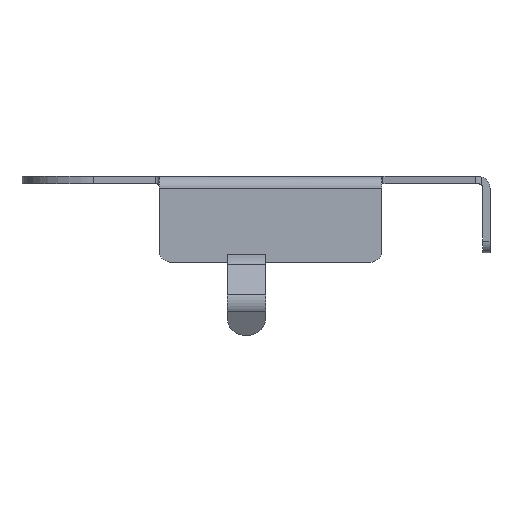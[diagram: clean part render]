
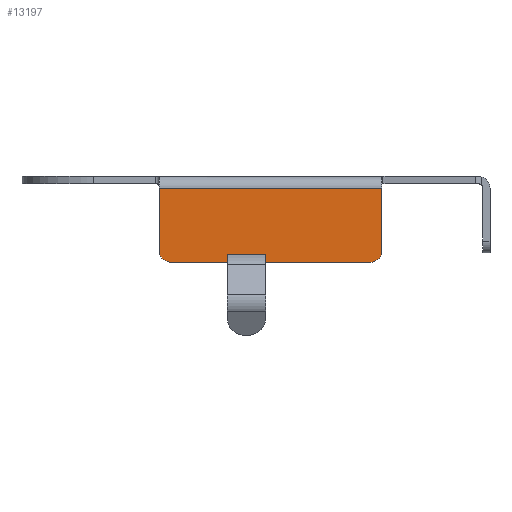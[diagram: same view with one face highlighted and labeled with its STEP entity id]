
A CAD part, left-side view. The second image highlights one B-rep face of the part: STEP entity #13197.
In plain terms, the highlighted planar face has unit normal (-1, 0, 0).
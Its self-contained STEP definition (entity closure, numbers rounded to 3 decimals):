
#587 = ORIENTED_EDGE ( 'NONE', *, *, #15126, .F. ) ;
#659 = ORIENTED_EDGE ( 'NONE', *, *, #5128, .F. ) ;
#860 = CARTESIAN_POINT ( 'NONE',  ( -10.55, 1.2, 0.35 ) ) ;
#1703 = VERTEX_POINT ( 'NONE', #11649 ) ;
#1815 = EDGE_CURVE ( 'NONE', #4051, #10221, #9659, .T. ) ;
#1876 = ORIENTED_EDGE ( 'NONE', *, *, #1815, .T. ) ;
#1987 = VECTOR ( 'NONE', #6001, 1000. ) ;
#2245 = ORIENTED_EDGE ( 'NONE', *, *, #12623, .F. ) ;
#2297 = EDGE_LOOP ( 'NONE', ( #2245, #8973, #587, #659, #15547, #1876, #7806, #6212, #3295, #5843 ) ) ;
#2331 = LINE ( 'NONE', #9963, #13052 ) ;
#2484 = CARTESIAN_POINT ( 'NONE',  ( -10.55, 4.052, 3.3 ) ) ;
#2485 = CARTESIAN_POINT ( 'NONE',  ( -10.55, 4.052, 0. ) ) ;
#2667 = DIRECTION ( 'NONE',  ( 0., 0., 1. ) ) ;
#3295 = ORIENTED_EDGE ( 'NONE', *, *, #14164, .T. ) ;
#3467 = VECTOR ( 'NONE', #2667, 1000. ) ;
#3629 = VERTEX_POINT ( 'NONE', #12753 ) ;
#3701 = CARTESIAN_POINT ( 'NONE',  ( -10.55, -5.273, 0.5 ) ) ;
#3857 = VECTOR ( 'NONE', #10921, 1000. ) ;
#4051 = VERTEX_POINT ( 'NONE', #10948 ) ;
#4172 = DIRECTION ( 'NONE',  ( 0., 0., 1. ) ) ;
#4895 = DIRECTION ( 'NONE',  ( 0., 0., -1. ) ) ;
#4908 = AXIS2_PLACEMENT_3D ( 'NONE', #11478, #13764, #8837 ) ;
#5128 = EDGE_CURVE ( 'NONE', #12210, #13716, #6134, .T. ) ;
#5657 = LINE ( 'NONE', #860, #3857 ) ;
#5843 = ORIENTED_EDGE ( 'NONE', *, *, #13813, .T. ) ;
#5854 = CARTESIAN_POINT ( 'NONE',  ( -10.55, 4.052, 3.1 ) ) ;
#6001 = DIRECTION ( 'NONE',  ( 0., 1., 0. ) ) ;
#6134 = LINE ( 'NONE', #9695, #6530 ) ;
#6212 = ORIENTED_EDGE ( 'NONE', *, *, #15141, .T. ) ;
#6215 = LINE ( 'NONE', #2485, #7204 ) ;
#6254 = PLANE ( 'NONE',  #12503 ) ;
#6530 = VECTOR ( 'NONE', #4895, 1000. ) ;
#6754 = DIRECTION ( 'NONE',  ( -1., 0., 0. ) ) ;
#6779 = VERTEX_POINT ( 'NONE', #3701 ) ;
#6947 = CARTESIAN_POINT ( 'NONE',  ( -10.55, -0.4, 0. ) ) ;
#7013 = LINE ( 'NONE', #5854, #13819 ) ;
#7204 = VECTOR ( 'NONE', #12571, 1000. ) ;
#7436 = CARTESIAN_POINT ( 'NONE',  ( -10.55, -4.773, 0.5 ) ) ;
#7804 = LINE ( 'NONE', #2484, #3467 ) ;
#7806 = ORIENTED_EDGE ( 'NONE', *, *, #10748, .F. ) ;
#8542 = DIRECTION ( 'NONE',  ( 0., 0., 1. ) ) ;
#8636 = DIRECTION ( 'NONE',  ( -1., 0., 0. ) ) ;
#8837 = DIRECTION ( 'NONE',  ( 0., 0., 1. ) ) ;
#8973 = ORIENTED_EDGE ( 'NONE', *, *, #15694, .T. ) ;
#9179 = CARTESIAN_POINT ( 'NONE',  ( -10.55, 1.2, 0. ) ) ;
#9639 = AXIS2_PLACEMENT_3D ( 'NONE', #7436, #8636, #8542 ) ;
#9659 = LINE ( 'NONE', #6947, #16096 ) ;
#9695 = CARTESIAN_POINT ( 'NONE',  ( -10.55, 1.2, 0. ) ) ;
#9901 = LINE ( 'NONE', #10959, #1987 ) ;
#9963 = CARTESIAN_POINT ( 'NONE',  ( -10.55, -5.273, 3.3 ) ) ;
#10221 = VERTEX_POINT ( 'NONE', #11916 ) ;
#10748 = EDGE_CURVE ( 'NONE', #3629, #10221, #6215, .T. ) ;
#10814 = CARTESIAN_POINT ( 'NONE',  ( -10.55, -5.273, 3.1 ) ) ;
#10885 = CARTESIAN_POINT ( 'NONE',  ( -10.55, 4.052, 0.5 ) ) ;
#10921 = DIRECTION ( 'NONE',  ( 0., -1., 0. ) ) ;
#10948 = CARTESIAN_POINT ( 'NONE',  ( -10.55, -0.4, 0.35 ) ) ;
#10951 = VERTEX_POINT ( 'NONE', #10814 ) ;
#10959 = CARTESIAN_POINT ( 'NONE',  ( -10.55, 4.052, 0. ) ) ;
#11118 = VERTEX_POINT ( 'NONE', #15257 ) ;
#11478 = CARTESIAN_POINT ( 'NONE',  ( -10.55, 3.552, 0.5 ) ) ;
#11649 = CARTESIAN_POINT ( 'NONE',  ( -10.55, 4.052, 3.1 ) ) ;
#11916 = CARTESIAN_POINT ( 'NONE',  ( -10.55, -0.4, 0. ) ) ;
#11993 = CARTESIAN_POINT ( 'NONE',  ( -10.55, -5.273, 3.3 ) ) ;
#12210 = VERTEX_POINT ( 'NONE', #12415 ) ;
#12284 = CIRCLE ( 'NONE', #4908, 0.5 ) ;
#12415 = CARTESIAN_POINT ( 'NONE',  ( -10.55, 1.2, 0.35 ) ) ;
#12503 = AXIS2_PLACEMENT_3D ( 'NONE', #11993, #6754, #4172 ) ;
#12571 = DIRECTION ( 'NONE',  ( 0., 1., 0. ) ) ;
#12623 = EDGE_CURVE ( 'NONE', #14519, #1703, #7804, .T. ) ;
#12753 = CARTESIAN_POINT ( 'NONE',  ( -10.55, -4.773, 0. ) ) ;
#12776 = FACE_OUTER_BOUND ( 'NONE', #2297, .T. ) ;
#13052 = VECTOR ( 'NONE', #13643, 1000. ) ;
#13062 = CIRCLE ( 'NONE', #9639, 0.5 ) ;
#13197 = ADVANCED_FACE ( 'NONE', ( #12776 ), #6254, .T. ) ;
#13643 = DIRECTION ( 'NONE',  ( 0., 0., 1. ) ) ;
#13716 = VERTEX_POINT ( 'NONE', #9179 ) ;
#13764 = DIRECTION ( 'NONE',  ( -1., 0., 0. ) ) ;
#13813 = EDGE_CURVE ( 'NONE', #10951, #1703, #7013, .T. ) ;
#13819 = VECTOR ( 'NONE', #14577, 1000. ) ;
#14164 = EDGE_CURVE ( 'NONE', #6779, #10951, #2331, .T. ) ;
#14519 = VERTEX_POINT ( 'NONE', #10885 ) ;
#14577 = DIRECTION ( 'NONE',  ( 0., 1., 0. ) ) ;
#15126 = EDGE_CURVE ( 'NONE', #13716, #11118, #9901, .T. ) ;
#15141 = EDGE_CURVE ( 'NONE', #3629, #6779, #13062, .T. ) ;
#15257 = CARTESIAN_POINT ( 'NONE',  ( -10.55, 3.552, 0. ) ) ;
#15547 = ORIENTED_EDGE ( 'NONE', *, *, #16007, .T. ) ;
#15694 = EDGE_CURVE ( 'NONE', #14519, #11118, #12284, .T. ) ;
#15729 = DIRECTION ( 'NONE',  ( 0., 0., -1. ) ) ;
#16007 = EDGE_CURVE ( 'NONE', #12210, #4051, #5657, .T. ) ;
#16096 = VECTOR ( 'NONE', #15729, 1000. ) ;
